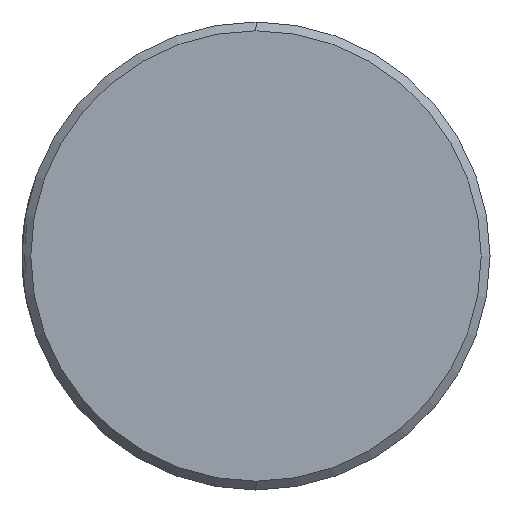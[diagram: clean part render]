
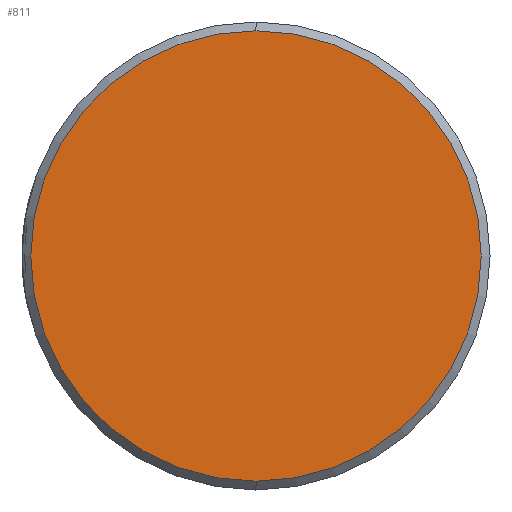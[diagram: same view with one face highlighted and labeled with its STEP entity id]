
A CAD part, left-side view. The second image highlights one B-rep face of the part: STEP entity #811.
In plain terms, the highlighted planar face has unit normal (-1, 0, 0).
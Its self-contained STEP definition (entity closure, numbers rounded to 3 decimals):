
#102 = CIRCLE ( 'NONE', #540, 7.7 ) ;
#200 = VERTEX_POINT ( 'NONE', #525 ) ;
#219 = PLANE ( 'NONE',  #405 ) ;
#288 = ORIENTED_EDGE ( 'NONE', *, *, #1080, .T. ) ;
#351 = CARTESIAN_POINT ( 'NONE',  ( -5., 0., 0. ) ) ;
#381 = AXIS2_PLACEMENT_3D ( 'NONE', #351, #1058, #458 ) ;
#405 = AXIS2_PLACEMENT_3D ( 'NONE', #1226, #1133, #531 ) ;
#458 = DIRECTION ( 'NONE',  ( 0., 0., 1. ) ) ;
#499 = EDGE_LOOP ( 'NONE', ( #288, #989 ) ) ;
#525 = CARTESIAN_POINT ( 'NONE',  ( -5., 0., -7.7 ) ) ;
#531 = DIRECTION ( 'NONE',  ( 0., 0., 1. ) ) ;
#540 = AXIS2_PLACEMENT_3D ( 'NONE', #1138, #541, #1235 ) ;
#541 = DIRECTION ( 'NONE',  ( -1., 0., 0. ) ) ;
#549 = FACE_OUTER_BOUND ( 'NONE', #499, .T. ) ;
#597 = VERTEX_POINT ( 'NONE', #1059 ) ;
#811 = ADVANCED_FACE ( 'NONE', ( #549 ), #219, .T. ) ;
#864 = EDGE_CURVE ( 'NONE', #597, #200, #102, .T. ) ;
#989 = ORIENTED_EDGE ( 'NONE', *, *, #864, .T. ) ;
#1058 = DIRECTION ( 'NONE',  ( -1., 0., 0. ) ) ;
#1059 = CARTESIAN_POINT ( 'NONE',  ( -5., 0., 7.7 ) ) ;
#1080 = EDGE_CURVE ( 'NONE', #200, #597, #1270, .T. ) ;
#1133 = DIRECTION ( 'NONE',  ( -1., 0., 0. ) ) ;
#1138 = CARTESIAN_POINT ( 'NONE',  ( -5., 0., 0. ) ) ;
#1226 = CARTESIAN_POINT ( 'NONE',  ( -5., 0., 0. ) ) ;
#1235 = DIRECTION ( 'NONE',  ( 0., 0., 1. ) ) ;
#1270 = CIRCLE ( 'NONE', #381, 7.7 ) ;
